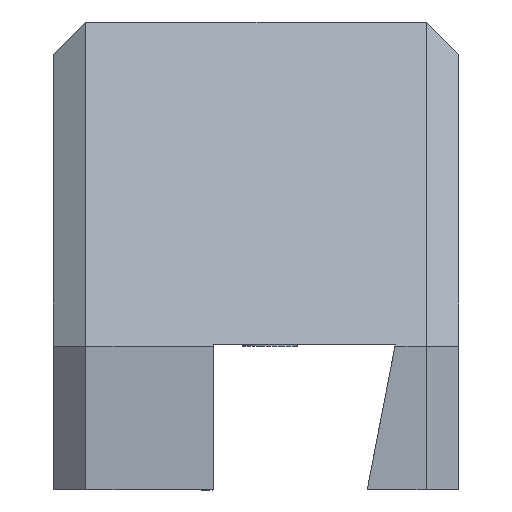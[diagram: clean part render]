
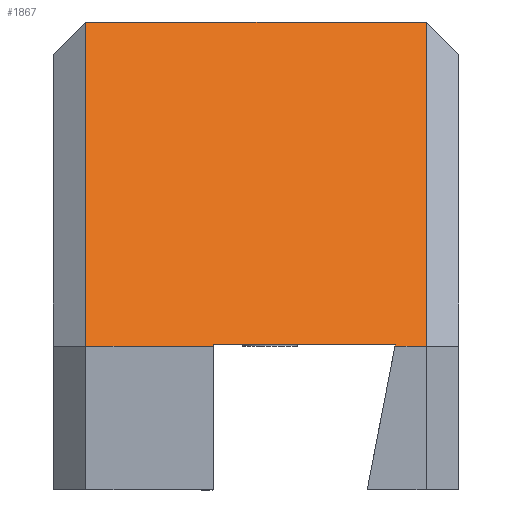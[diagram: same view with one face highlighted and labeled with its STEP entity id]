
A CAD part, left-side view. The second image highlights one B-rep face of the part: STEP entity #1867.
In plain terms, the highlighted planar face has unit normal (-0.707, 0, 0.707).
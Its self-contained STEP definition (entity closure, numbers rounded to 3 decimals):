
#136=FACE_OUTER_BOUND('',#248,.T.);
#248=EDGE_LOOP('',(#1428,#1429,#1430,#1431,#1432,#1433,#1434,#1435));
#398=LINE('',#2798,#627);
#411=LINE('',#2849,#640);
#415=LINE('',#2858,#644);
#418=LINE('',#2863,#647);
#419=LINE('',#2865,#648);
#420=LINE('',#2867,#649);
#421=LINE('',#2868,#650);
#422=LINE('',#2869,#651);
#627=VECTOR('',#2279,10.);
#640=VECTOR('',#2316,10.);
#644=VECTOR('',#2322,10.);
#647=VECTOR('',#2327,10.);
#648=VECTOR('',#2328,10.);
#649=VECTOR('',#2329,10.);
#650=VECTOR('',#2330,10.);
#651=VECTOR('',#2331,10.);
#843=VERTEX_POINT('',#2795);
#844=VERTEX_POINT('',#2797);
#855=VERTEX_POINT('',#2845);
#857=VERTEX_POINT('',#2848);
#859=VERTEX_POINT('',#2854);
#861=VERTEX_POINT('',#2857);
#863=VERTEX_POINT('',#2864);
#864=VERTEX_POINT('',#2866);
#1042=EDGE_CURVE('',#843,#844,#398,.T.);
#1063=EDGE_CURVE('',#857,#855,#411,.F.);
#1067=EDGE_CURVE('',#861,#859,#415,.F.);
#1070=EDGE_CURVE('',#855,#844,#418,.T.);
#1071=EDGE_CURVE('',#843,#863,#419,.T.);
#1072=EDGE_CURVE('',#864,#863,#420,.T.);
#1073=EDGE_CURVE('',#864,#861,#421,.T.);
#1074=EDGE_CURVE('',#859,#857,#422,.T.);
#1428=ORIENTED_EDGE('',*,*,#1063,.T.);
#1429=ORIENTED_EDGE('',*,*,#1070,.T.);
#1430=ORIENTED_EDGE('',*,*,#1042,.F.);
#1431=ORIENTED_EDGE('',*,*,#1071,.T.);
#1432=ORIENTED_EDGE('',*,*,#1072,.F.);
#1433=ORIENTED_EDGE('',*,*,#1073,.T.);
#1434=ORIENTED_EDGE('',*,*,#1067,.T.);
#1435=ORIENTED_EDGE('',*,*,#1074,.T.);
#1764=PLANE('',#2011);
#1867=ADVANCED_FACE('',(#136),#1764,.T.);
#2011=AXIS2_PLACEMENT_3D('',#2862,#2325,#2326);
#2279=DIRECTION('',(-0.707,0.,-0.707));
#2316=DIRECTION('',(0.707,0.,0.707));
#2322=DIRECTION('',(-0.707,0.,-0.707));
#2325=DIRECTION('center_axis',(-0.707,0.,0.707));
#2326=DIRECTION('ref_axis',(0.707,0.,0.707));
#2327=DIRECTION('',(0.,-1.,0.));
#2328=DIRECTION('',(0.,-1.,0.));
#2329=DIRECTION('',(0.701,-0.135,0.701));
#2330=DIRECTION('',(0.,-1.,0.));
#2331=DIRECTION('',(0.,1.,0.));
#2795=CARTESIAN_POINT('',(-103.03,0.12,164.891));
#2797=CARTESIAN_POINT('',(-103.15,0.12,164.771));
#2798=CARTESIAN_POINT('',(-98.15,0.12,169.771));
#2845=CARTESIAN_POINT('',(-103.15,8.,164.771));
#2848=CARTESIAN_POINT('',(-83.15,8.,184.771));
#2849=CARTESIAN_POINT('',(-98.15,8.,169.771));
#2854=CARTESIAN_POINT('',(-83.15,-13.,184.771));
#2857=CARTESIAN_POINT('',(-103.15,-13.,164.771));
#2858=CARTESIAN_POINT('',(-88.15,-13.,179.771));
#2862=CARTESIAN_POINT('Origin',(-93.15,0.,174.771));
#2863=CARTESIAN_POINT('',(-103.15,0.,164.771));
#2864=CARTESIAN_POINT('',(-103.03,-11.095,164.891));
#2865=CARTESIAN_POINT('',(-103.03,0.,164.891));
#2866=CARTESIAN_POINT('',(-103.15,-11.072,164.771));
#2867=CARTESIAN_POINT('',(-101.06,-11.474,166.862));
#2868=CARTESIAN_POINT('',(-103.15,0.,164.771));
#2869=CARTESIAN_POINT('',(-83.15,0.,184.771));
